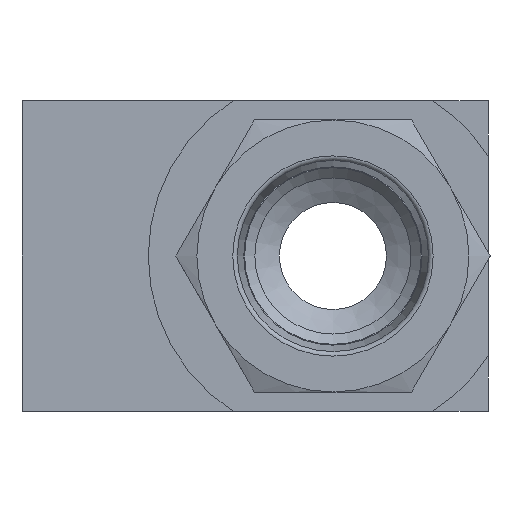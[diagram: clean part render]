
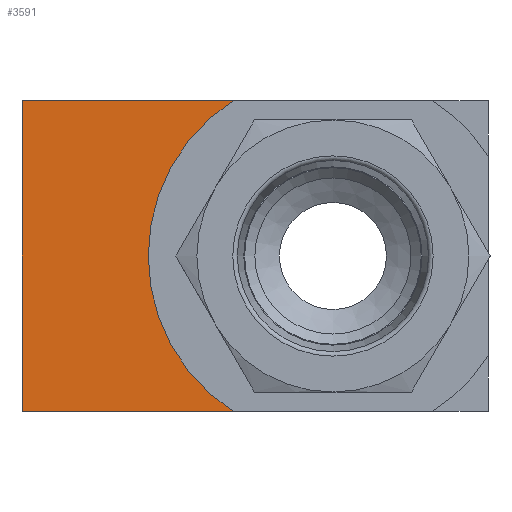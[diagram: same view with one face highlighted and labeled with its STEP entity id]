
A CAD part, left-side view. The second image highlights one B-rep face of the part: STEP entity #3591.
In plain terms, the highlighted planar face has unit normal (-1, 0, 0).
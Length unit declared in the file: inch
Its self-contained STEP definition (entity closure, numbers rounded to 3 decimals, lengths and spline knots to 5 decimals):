
#2783=CARTESIAN_POINT('',(-0.625,1.5,0.5));
#2784=VERTEX_POINT('',#2783);
#2791=CARTESIAN_POINT('',(-0.625,0.82068,0.5));
#2792=VERTEX_POINT('',#2791);
#2793=CARTESIAN_POINT('',(-0.625,0.82068,0.5));
#2794=DIRECTION('',(0.0,1.0,0.0));
#2795=VECTOR('',#2794,0.67932);
#2796=LINE('',#2793,#2795);
#2797=EDGE_CURVE('',#2792,#2784,#2796,.T.);
#3436=CARTESIAN_POINT('',(-0.625,0.82068,-0.5));
#3437=VERTEX_POINT('',#3436);
#3438=CARTESIAN_POINT('',(-0.625,0.5,0.0));
#3439=DIRECTION('',(1.0,0.0,0.0));
#3440=DIRECTION('',(0.0,0.0,-1.0));
#3441=AXIS2_PLACEMENT_3D('',#3438,#3439,#3440);
#3442=CIRCLE('',#3441,0.594);
#3443=EDGE_CURVE('',#3437,#2792,#3442,.T.);
#3568=CARTESIAN_POINT('',(-0.625,0.0,0.0));
#3569=DIRECTION('',(-1.0,0.0,0.0));
#3570=DIRECTION('',(0.0,0.0,1.0));
#3571=AXIS2_PLACEMENT_3D('',#3568,#3569,#3570);
#3572=PLANE('',#3571);
#3573=ORIENTED_EDGE('',*,*,#3443,.T.);
#3574=ORIENTED_EDGE('',*,*,#2797,.T.);
#3575=CARTESIAN_POINT('',(-0.625,1.5,-0.5));
#3576=VERTEX_POINT('',#3575);
#3577=CARTESIAN_POINT('',(-0.625,1.5,-0.5));
#3578=DIRECTION('',(0.0,0.0,1.0));
#3579=VECTOR('',#3578,1.0);
#3580=LINE('',#3577,#3579);
#3581=EDGE_CURVE('',#3576,#2784,#3580,.T.);
#3582=ORIENTED_EDGE('',*,*,#3581,.F.);
#3583=CARTESIAN_POINT('',(-0.625,1.5,-0.5));
#3584=DIRECTION('',(0.0,-1.0,0.0));
#3585=VECTOR('',#3584,0.67932);
#3586=LINE('',#3583,#3585);
#3587=EDGE_CURVE('',#3576,#3437,#3586,.T.);
#3588=ORIENTED_EDGE('',*,*,#3587,.T.);
#3589=EDGE_LOOP('',(#3573,#3574,#3582,#3588));
#3590=FACE_OUTER_BOUND('',#3589,.T.);
#3591=ADVANCED_FACE('',(#3590),#3572,.T.);
